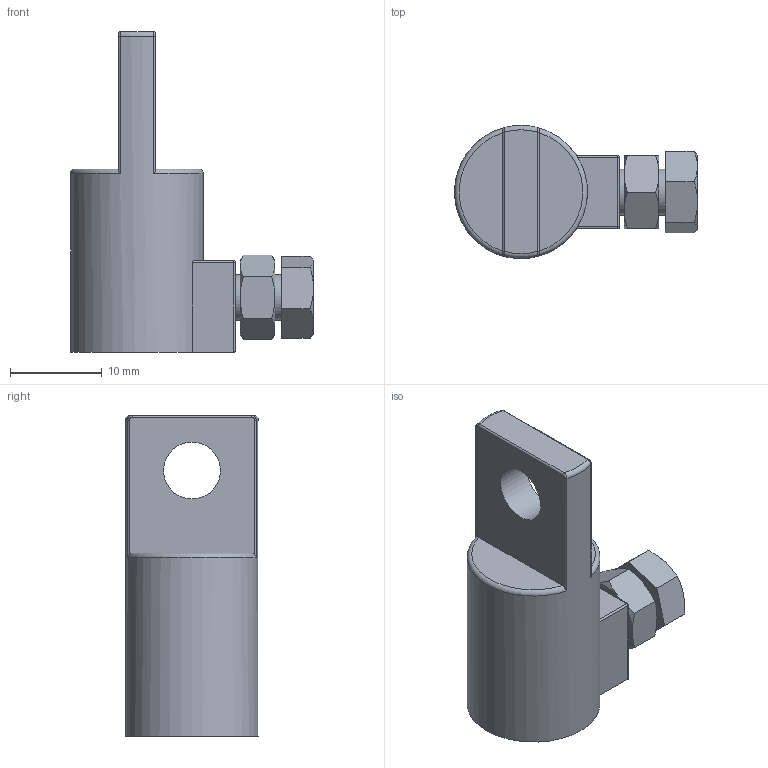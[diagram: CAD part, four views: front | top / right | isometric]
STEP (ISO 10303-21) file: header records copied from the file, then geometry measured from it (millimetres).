
FILE_DESCRIPTION(('STEP AP203'),'1');
FILE_NAME('CT.step','2012-05-07T12:49:13',(' '),(' '),'Spatial InterOp 3D',' ',' ');
FILE_SCHEMA(('CONFIG_CONTROL_DESIGN'));
Length unit declared in the file: millimetre
Products named in the file (3): 1; 2; 3
Bounding box: 26.5 x 14.49 x 35 mm (x, y, z)
Volume: 4046.2 mm3; surface area: 3003.1 mm2
Topology: 3 solids, 3 shells, 75 faces, 172 edges, 102 vertices
Faces by surface type: plane 28, cone 19, cylinder 18, bspline 4, torus 4, sphere 2
Full cylindrical faces by diameter (mm): 4.2 x2, 5 x1, 6.2 x1, 8.2 x1, 14.5 x1
Entity records: 2932 total; most frequent: CARTESIAN_POINT 1265, ORIENTED_EDGE 314, DIRECTION 304, EDGE_CURVE 157, AXIS2_PLACEMENT_3D 128, VERTEX_POINT 97, EDGE_LOOP 90, FACE_OUTER_BOUND 81
